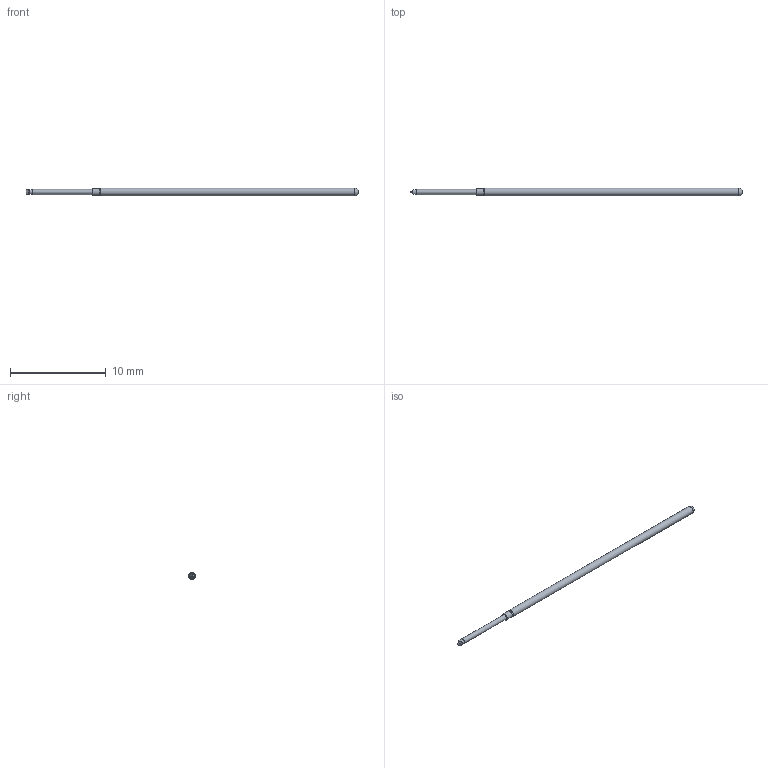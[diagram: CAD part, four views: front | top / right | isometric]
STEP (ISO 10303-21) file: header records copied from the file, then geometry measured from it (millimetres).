
FILE_DESCRIPTION (( 'STEP AP214' ), '1' );
FILE_NAME ('050-PTP258R-S.STEP', '2017-10-17T19:55:52', ( '' ), ( '' ), 'SwSTEP 2.0', 'SolidWorks 2017', '' );
FILE_SCHEMA (( 'AUTOMOTIVE_DESIGN' ));
Length unit declared in the file: inch
Products named in the file (1): 050-PTP258R-S
Bounding box: 34.59 x 0.78 x 0.78 mm (x, y, z)
Volume: 14.7 mm3; surface area: 79.6 mm2
Topology: 1 solids, 1 shells, 18 faces, 43 edges, 28 vertices
Faces by surface type: plane 11, cylinder 3, cone 3, torus 1
Full cylindrical faces by diameter (mm): 0.533 x1, 0.711 x1, 0.782 x1
Entity records: 744 total; most frequent: CARTESIAN_POINT 115, ORIENTED_EDGE 68, DIRECTION 68, EDGE_CURVE 34, AXIS2_PLACEMENT_3D 27, EDGE_LOOP 26, VERTEX_POINT 26, FACE_OUTER_BOUND 22
